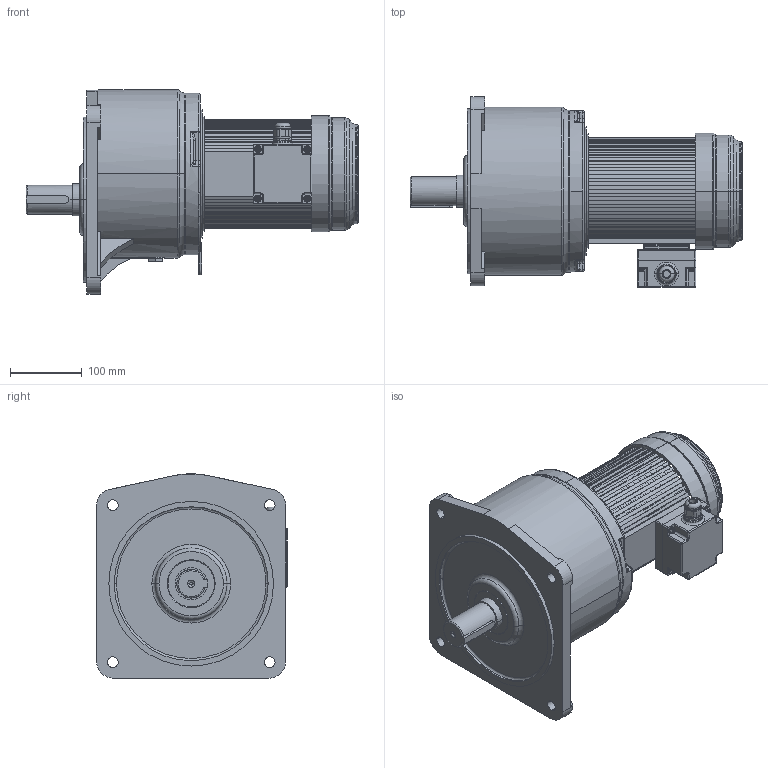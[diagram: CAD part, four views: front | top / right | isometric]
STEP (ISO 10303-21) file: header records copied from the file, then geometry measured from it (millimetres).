
FILE_DESCRIPTION((''),'2;1');
FILE_NAME('V40_ASM','2022-04-13T',('AdminUser'),(''),'PRO/ENGINEER BY PARAMETRIC TECHNOLOGY CORPORATION, 2007170','PRO/ENGINEER BY PARAMETRIC TECHNOLOGY CORPORATION, 2007170','');
FILE_SCHEMA(('CONFIG_CONTROL_DESIGN'));
Length unit declared in the file: millimetre
Products named in the file (6): V40G; G400; 750W; 750S; 8280-2022; V40_ASM
Assembly tree (5 placements, depth 2):
  V40_ASM
    V40G
    G400
    750W
    750S
    8280-2022
Bounding box: 463.8 x 266.35 x 285.5 mm (x, y, z)
Volume: 3383424.4 mm3; surface area: 865297.9 mm2
Topology: 6 solids, 10 shells, 1857 faces, 4684 edges, 2901 vertices
Faces by surface type: plane 921, cylinder 509, torus 229, bspline 160, sphere 28, cone 10
Entity records: 61274 total; most frequent: CARTESIAN_POINT 16413, ORIENTED_EDGE 9368, DIRECTION 9343, EDGE_CURVE 4684, AXIS2_PLACEMENT_3D 3245, VERTEX_POINT 2901, VECTOR 2853, LINE 2853
